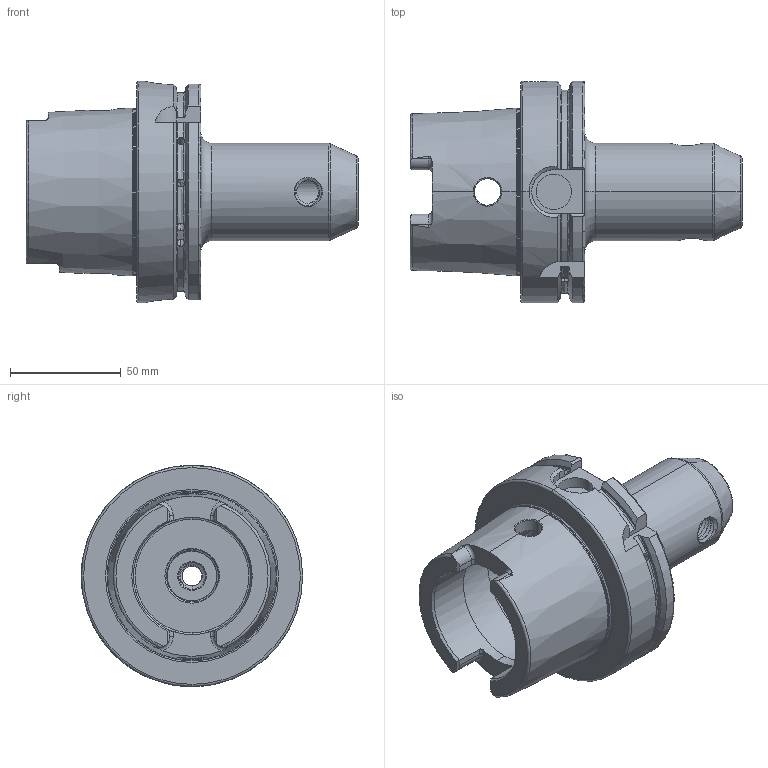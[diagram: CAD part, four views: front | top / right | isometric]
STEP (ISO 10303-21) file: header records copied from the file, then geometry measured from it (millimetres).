
FILE_DESCRIPTION (( 'STEP AP203' ), '1' );
FILE_NAME ('A100.05.14.STEP', '2016-10-07T10:28:01', ( '' ), ( '' ), 'SwSTEP 2.0', 'SolidWorks 2012', '' );
FILE_SCHEMA (( 'CONFIG_CONTROL_DESIGN' ));
Products named in the file (1): A100.05.14
Bounding box: 150 x 100 x 100 mm (x, y, z)
Volume: 344435 mm3; surface area: 64103.7 mm2
Topology: 1 solids, 1 shells, 272 faces, 743 edges, 471 vertices
Faces by surface type: cylinder 122, plane 47, torus 37, cone 36, bspline 28, sphere 2
Entity records: 31582 total; most frequent: CARTESIAN_POINT 25403, ORIENTED_EDGE 1466, DIRECTION 1079, EDGE_CURVE 733, VERTEX_POINT 471, AXIS2_PLACEMENT_3D 435, EDGE_LOOP 288, FACE_OUTER_BOUND 272
